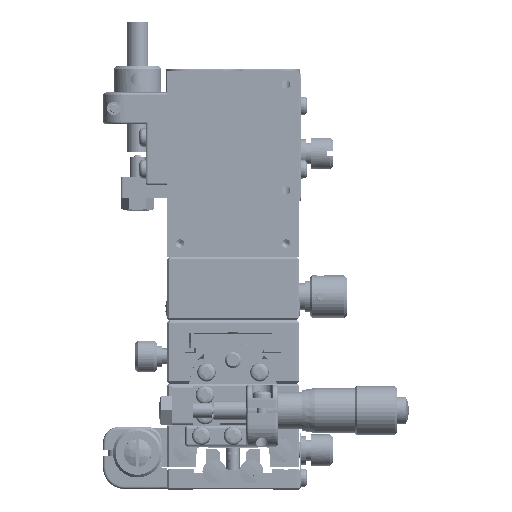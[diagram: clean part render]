
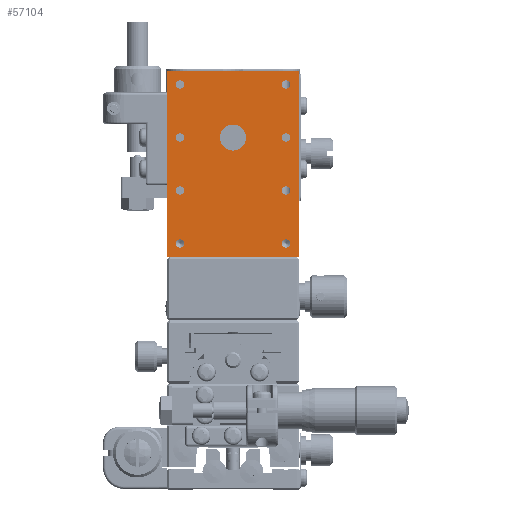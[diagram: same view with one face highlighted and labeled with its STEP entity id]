
A CAD part, front view. The second image highlights one B-rep face of the part: STEP entity #57104.
In plain terms, the highlighted face is planar.
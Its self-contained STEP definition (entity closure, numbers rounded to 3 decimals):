
#2941=LINE('',#92617,#7240);
#2945=LINE('',#92626,#7244);
#2946=LINE('',#92627,#7245);
#2947=LINE('',#92628,#7246);
#7240=VECTOR('',#70881,35.);
#7244=VECTOR('',#70887,35.);
#7245=VECTOR('',#70888,25.);
#7246=VECTOR('',#70889,25.);
#11821=FACE_BOUND('',#16656,.T.);
#11822=FACE_BOUND('',#16657,.T.);
#11823=FACE_BOUND('',#16658,.T.);
#11824=FACE_BOUND('',#16659,.T.);
#11825=FACE_BOUND('',#16660,.T.);
#11826=FACE_BOUND('',#16661,.T.);
#11827=FACE_BOUND('',#16662,.T.);
#11828=FACE_BOUND('',#16663,.T.);
#11829=FACE_BOUND('',#16664,.T.);
#13049=FACE_OUTER_BOUND('',#16655,.T.);
#16655=EDGE_LOOP('',(#41129,#41130,#41131,#41132));
#16656=EDGE_LOOP('',(#41133));
#16657=EDGE_LOOP('',(#41134));
#16658=EDGE_LOOP('',(#41135));
#16659=EDGE_LOOP('',(#41136));
#16660=EDGE_LOOP('',(#41137));
#16661=EDGE_LOOP('',(#41138));
#16662=EDGE_LOOP('',(#41139));
#16663=EDGE_LOOP('',(#41140));
#16664=EDGE_LOOP('',(#41141));
#20481=CIRCLE('',#61606,0.784);
#20483=CIRCLE('',#61609,0.784);
#20485=CIRCLE('',#61612,0.784);
#20487=CIRCLE('',#61615,0.784);
#20489=CIRCLE('',#61618,0.784);
#20491=CIRCLE('',#61621,0.784);
#20494=CIRCLE('',#61626,0.784);
#20497=CIRCLE('',#61631,0.784);
#20499=CIRCLE('',#61634,2.459);
#24217=VERTEX_POINT('',#92547);
#24219=VERTEX_POINT('',#92553);
#24221=VERTEX_POINT('',#92559);
#24223=VERTEX_POINT('',#92565);
#24225=VERTEX_POINT('',#92571);
#24227=VERTEX_POINT('',#92577);
#24231=VERTEX_POINT('',#92589);
#24235=VERTEX_POINT('',#92601);
#24237=VERTEX_POINT('',#92607);
#24240=VERTEX_POINT('',#92614);
#24241=VERTEX_POINT('',#92616);
#24244=VERTEX_POINT('',#92624);
#24245=VERTEX_POINT('',#92625);
#30496=EDGE_CURVE('',#24217,#24217,#20481,.T.);
#30499=EDGE_CURVE('',#24219,#24219,#20483,.T.);
#30502=EDGE_CURVE('',#24221,#24221,#20485,.T.);
#30505=EDGE_CURVE('',#24223,#24223,#20487,.T.);
#30508=EDGE_CURVE('',#24225,#24225,#20489,.T.);
#30511=EDGE_CURVE('',#24227,#24227,#20491,.T.);
#30517=EDGE_CURVE('',#24231,#24231,#20494,.T.);
#30523=EDGE_CURVE('',#24235,#24235,#20497,.T.);
#30526=EDGE_CURVE('',#24237,#24237,#20499,.T.);
#30529=EDGE_CURVE('',#24241,#24240,#2941,.T.);
#30533=EDGE_CURVE('',#24244,#24245,#2945,.T.);
#30534=EDGE_CURVE('',#24241,#24245,#2946,.T.);
#30535=EDGE_CURVE('',#24244,#24240,#2947,.T.);
#41129=ORIENTED_EDGE('',*,*,#30533,.T.);
#41130=ORIENTED_EDGE('',*,*,#30534,.F.);
#41131=ORIENTED_EDGE('',*,*,#30529,.T.);
#41132=ORIENTED_EDGE('',*,*,#30535,.F.);
#41133=ORIENTED_EDGE('',*,*,#30496,.T.);
#41134=ORIENTED_EDGE('',*,*,#30499,.T.);
#41135=ORIENTED_EDGE('',*,*,#30502,.T.);
#41136=ORIENTED_EDGE('',*,*,#30505,.T.);
#41137=ORIENTED_EDGE('',*,*,#30508,.T.);
#41138=ORIENTED_EDGE('',*,*,#30511,.T.);
#41139=ORIENTED_EDGE('',*,*,#30517,.T.);
#41140=ORIENTED_EDGE('',*,*,#30523,.T.);
#41141=ORIENTED_EDGE('',*,*,#30526,.T.);
#54974=PLANE('',#61636);
#57104=ADVANCED_FACE('',(#13049,#11821,#11822,#11823,#11824,#11825,#11826,
#11827,#11828,#11829),#54974,.T.);
#61606=AXIS2_PLACEMENT_3D('',#92549,#70807,#70808);
#61609=AXIS2_PLACEMENT_3D('',#92555,#70814,#70815);
#61612=AXIS2_PLACEMENT_3D('',#92561,#70821,#70822);
#61615=AXIS2_PLACEMENT_3D('',#92567,#70828,#70829);
#61618=AXIS2_PLACEMENT_3D('',#92573,#70835,#70836);
#61621=AXIS2_PLACEMENT_3D('',#92579,#70842,#70843);
#61626=AXIS2_PLACEMENT_3D('',#92591,#70855,#70856);
#61631=AXIS2_PLACEMENT_3D('',#92603,#70868,#70869);
#61634=AXIS2_PLACEMENT_3D('',#92609,#70875,#70876);
#61636=AXIS2_PLACEMENT_3D('',#92623,#70885,#70886);
#70807=DIRECTION('center_axis',(0.,0.,-1.));
#70808=DIRECTION('ref_axis',(1.,0.,0.));
#70814=DIRECTION('center_axis',(0.,0.,-1.));
#70815=DIRECTION('ref_axis',(1.,0.,0.));
#70821=DIRECTION('center_axis',(0.,0.,-1.));
#70822=DIRECTION('ref_axis',(1.,0.,0.));
#70828=DIRECTION('center_axis',(0.,0.,-1.));
#70829=DIRECTION('ref_axis',(1.,0.,0.));
#70835=DIRECTION('center_axis',(0.,0.,-1.));
#70836=DIRECTION('ref_axis',(1.,0.,0.));
#70842=DIRECTION('center_axis',(0.,0.,-1.));
#70843=DIRECTION('ref_axis',(1.,0.,0.));
#70855=DIRECTION('center_axis',(0.,0.,-1.));
#70856=DIRECTION('ref_axis',(1.,0.,0.));
#70868=DIRECTION('center_axis',(0.,0.,-1.));
#70869=DIRECTION('ref_axis',(1.,0.,0.));
#70875=DIRECTION('center_axis',(0.,0.,-1.));
#70876=DIRECTION('ref_axis',(1.,0.,0.));
#70881=DIRECTION('',(0.,-1.,0.));
#70885=DIRECTION('center_axis',(0.,0.,1.));
#70886=DIRECTION('ref_axis',(1.,0.,0.));
#70887=DIRECTION('',(0.,1.,0.));
#70888=DIRECTION('',(1.,0.,0.));
#70889=DIRECTION('',(-1.,0.,0.));
#92547=CARTESIAN_POINT('',(-9.217,10.,0.));
#92549=CARTESIAN_POINT('Origin',(-10.,10.,0.));
#92553=CARTESIAN_POINT('',(10.784,10.,0.));
#92555=CARTESIAN_POINT('Origin',(10.,10.,0.));
#92559=CARTESIAN_POINT('',(-9.217,0.,0.));
#92561=CARTESIAN_POINT('Origin',(-10.,0.,0.));
#92565=CARTESIAN_POINT('',(10.784,0.,0.));
#92567=CARTESIAN_POINT('Origin',(10.,0.,0.));
#92571=CARTESIAN_POINT('',(-9.217,-10.,0.));
#92573=CARTESIAN_POINT('Origin',(-10.,-10.,0.));
#92577=CARTESIAN_POINT('',(10.784,-10.,0.));
#92579=CARTESIAN_POINT('Origin',(10.,-10.,0.));
#92589=CARTESIAN_POINT('',(-9.217,20.,0.));
#92591=CARTESIAN_POINT('Origin',(-10.,20.,0.));
#92601=CARTESIAN_POINT('',(10.784,20.,0.));
#92603=CARTESIAN_POINT('Origin',(10.,20.,0.));
#92607=CARTESIAN_POINT('',(2.459,0.,0.));
#92609=CARTESIAN_POINT('Origin',(0.,0.,0.));
#92614=CARTESIAN_POINT('',(-12.5,-12.5,0.));
#92616=CARTESIAN_POINT('',(-12.5,22.5,0.));
#92617=CARTESIAN_POINT('',(-12.5,22.5,0.));
#92623=CARTESIAN_POINT('Origin',(0.,-12.5,0.));
#92624=CARTESIAN_POINT('',(12.5,-12.5,0.));
#92625=CARTESIAN_POINT('',(12.5,22.5,0.));
#92626=CARTESIAN_POINT('',(12.5,-12.5,0.));
#92627=CARTESIAN_POINT('',(-12.5,22.5,0.));
#92628=CARTESIAN_POINT('',(12.5,-12.5,0.));
